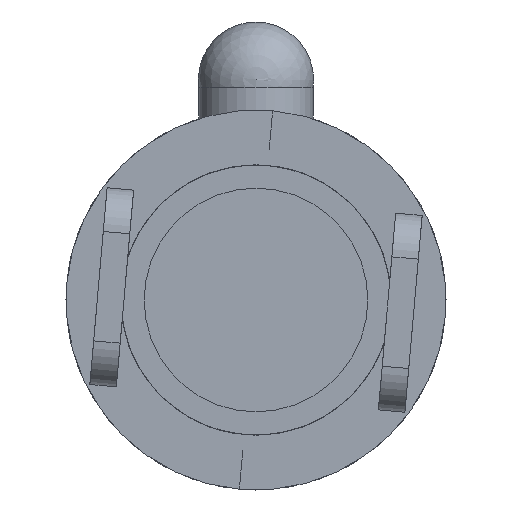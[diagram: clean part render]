
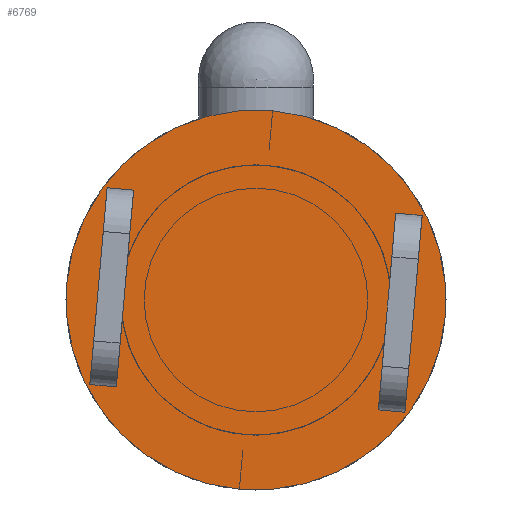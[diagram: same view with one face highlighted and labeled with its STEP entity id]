
A CAD part, front view. The second image highlights one B-rep face of the part: STEP entity #6769.
In plain terms, the highlighted planar face has unit normal (0, -1, 0).
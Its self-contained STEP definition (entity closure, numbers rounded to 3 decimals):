
#107 = EDGE_CURVE ( 'NONE', #10559, #10383, #1866, .T. ) ;
#390 = DIRECTION ( 'NONE',  ( 0., -1., 0. ) ) ;
#445 = LINE ( 'NONE', #3631, #6564 ) ;
#612 = CARTESIAN_POINT ( 'NONE',  ( -9., -11., 6.756 ) ) ;
#872 = ORIENTED_EDGE ( 'NONE', *, *, #1995, .F. ) ;
#945 = VERTEX_POINT ( 'NONE', #6899 ) ;
#988 = DIRECTION ( 'NONE',  ( 0., 0., -1. ) ) ;
#1050 = DIRECTION ( 'NONE',  ( 0., 0., -1. ) ) ;
#1218 = AXIS2_PLACEMENT_3D ( 'NONE', #9805, #9007, #5573 ) ;
#1373 = VECTOR ( 'NONE', #2131, 1000. ) ;
#1518 = CARTESIAN_POINT ( 'NONE',  ( -9., -11., 6.756 ) ) ;
#1536 = CARTESIAN_POINT ( 'NONE',  ( 10.819, -11., -6.756 ) ) ;
#1563 = VECTOR ( 'NONE', #6526, 1000. ) ;
#1790 = DIRECTION ( 'NONE',  ( 0., 0., -1. ) ) ;
#1866 = CIRCLE ( 'NONE', #1218, 13. ) ;
#1934 = LINE ( 'NONE', #2518, #9824 ) ;
#1995 = EDGE_CURVE ( 'NONE', #945, #5261, #1934, .T. ) ;
#2046 = ORIENTED_EDGE ( 'NONE', *, *, #11490, .F. ) ;
#2122 = CARTESIAN_POINT ( 'NONE',  ( -10.819, -11., -6.756 ) ) ;
#2131 = DIRECTION ( 'NONE',  ( -1., 0., 0. ) ) ;
#2264 = CARTESIAN_POINT ( 'NONE',  ( -10.819, -11., 6.756 ) ) ;
#2355 = ORIENTED_EDGE ( 'NONE', *, *, #11595, .T. ) ;
#2494 = CARTESIAN_POINT ( 'NONE',  ( 10.819, -11., 6.756 ) ) ;
#2518 = CARTESIAN_POINT ( 'NONE',  ( 9., -11., 6.756 ) ) ;
#2815 = EDGE_LOOP ( 'NONE', ( #3508, #10947, #10255, #9539 ) ) ;
#3014 = VERTEX_POINT ( 'NONE', #1518 ) ;
#3177 = EDGE_CURVE ( 'NONE', #3270, #4853, #5886, .T. ) ;
#3270 = VERTEX_POINT ( 'NONE', #6909 ) ;
#3415 = LINE ( 'NONE', #7527, #3969 ) ;
#3508 = ORIENTED_EDGE ( 'NONE', *, *, #12933, .F. ) ;
#3568 = CARTESIAN_POINT ( 'NONE',  ( -10.819, -11., -6.756 ) ) ;
#3631 = CARTESIAN_POINT ( 'NONE',  ( 10.819, -11., 6.756 ) ) ;
#3969 = VECTOR ( 'NONE', #11655, 1000. ) ;
#4074 = PLANE ( 'NONE',  #7100 ) ;
#4132 = AXIS2_PLACEMENT_3D ( 'NONE', #11687, #390, #4496 ) ;
#4162 = VERTEX_POINT ( 'NONE', #1536 ) ;
#4174 = VERTEX_POINT ( 'NONE', #4820 ) ;
#4204 = FACE_OUTER_BOUND ( 'NONE', #7806, .T. ) ;
#4268 = LINE ( 'NONE', #2264, #1373 ) ;
#4496 = DIRECTION ( 'NONE',  ( 0., 0., -1. ) ) ;
#4820 = CARTESIAN_POINT ( 'NONE',  ( 10.819, -11., 6.756 ) ) ;
#4853 = VERTEX_POINT ( 'NONE', #2122 ) ;
#5063 = FACE_BOUND ( 'NONE', #12087, .T. ) ;
#5261 = VERTEX_POINT ( 'NONE', #13193 ) ;
#5573 = DIRECTION ( 'NONE',  ( 0., 0., -1. ) ) ;
#5886 = LINE ( 'NONE', #11237, #7634 ) ;
#6526 = DIRECTION ( 'NONE',  ( 0., 0., 1. ) ) ;
#6564 = VECTOR ( 'NONE', #8909, 1000. ) ;
#6769 = ADVANCED_FACE ( 'NONE', ( #4204, #10241, #5063 ), #4074, .T. ) ;
#6899 = CARTESIAN_POINT ( 'NONE',  ( 9., -11., 6.756 ) ) ;
#6909 = CARTESIAN_POINT ( 'NONE',  ( -10.819, -11., 6.756 ) ) ;
#6949 = CIRCLE ( 'NONE', #4132, 13. ) ;
#7100 = AXIS2_PLACEMENT_3D ( 'NONE', #7385, #10431, #988 ) ;
#7385 = CARTESIAN_POINT ( 'NONE',  ( 0., -11., 0. ) ) ;
#7527 = CARTESIAN_POINT ( 'NONE',  ( 10.819, -11., -6.756 ) ) ;
#7566 = DIRECTION ( 'NONE',  ( 0., 0., 1. ) ) ;
#7634 = VECTOR ( 'NONE', #1790, 1000. ) ;
#7806 = EDGE_LOOP ( 'NONE', ( #2355, #11581 ) ) ;
#7821 = VECTOR ( 'NONE', #12892, 1000. ) ;
#8696 = LINE ( 'NONE', #3568, #7821 ) ;
#8727 = LINE ( 'NONE', #612, #8908 ) ;
#8819 = ORIENTED_EDGE ( 'NONE', *, *, #10042, .F. ) ;
#8908 = VECTOR ( 'NONE', #7566, 1000. ) ;
#8909 = DIRECTION ( 'NONE',  ( -1., 0., 0. ) ) ;
#9007 = DIRECTION ( 'NONE',  ( 0., -1., 0. ) ) ;
#9539 = ORIENTED_EDGE ( 'NONE', *, *, #3177, .F. ) ;
#9805 = CARTESIAN_POINT ( 'NONE',  ( 0., -11., 0. ) ) ;
#9824 = VECTOR ( 'NONE', #1050, 1000. ) ;
#9837 = CARTESIAN_POINT ( 'NONE',  ( 0., -11., 13. ) ) ;
#10042 = EDGE_CURVE ( 'NONE', #4174, #945, #445, .T. ) ;
#10202 = EDGE_CURVE ( 'NONE', #5261, #4162, #3415, .T. ) ;
#10241 = FACE_BOUND ( 'NONE', #2815, .T. ) ;
#10255 = ORIENTED_EDGE ( 'NONE', *, *, #11101, .F. ) ;
#10383 = VERTEX_POINT ( 'NONE', #9837 ) ;
#10431 = DIRECTION ( 'NONE',  ( 0., -1., 0. ) ) ;
#10559 = VERTEX_POINT ( 'NONE', #12781 ) ;
#10947 = ORIENTED_EDGE ( 'NONE', *, *, #11265, .F. ) ;
#11070 = ORIENTED_EDGE ( 'NONE', *, *, #10202, .F. ) ;
#11101 = EDGE_CURVE ( 'NONE', #4853, #11984, #8696, .T. ) ;
#11111 = CARTESIAN_POINT ( 'NONE',  ( -9., -11., -6.756 ) ) ;
#11237 = CARTESIAN_POINT ( 'NONE',  ( -10.819, -11., 6.756 ) ) ;
#11265 = EDGE_CURVE ( 'NONE', #11984, #3014, #8727, .T. ) ;
#11490 = EDGE_CURVE ( 'NONE', #4162, #4174, #12968, .T. ) ;
#11581 = ORIENTED_EDGE ( 'NONE', *, *, #107, .T. ) ;
#11595 = EDGE_CURVE ( 'NONE', #10383, #10559, #6949, .T. ) ;
#11655 = DIRECTION ( 'NONE',  ( 1., 0., 0. ) ) ;
#11687 = CARTESIAN_POINT ( 'NONE',  ( 0., -11., 0. ) ) ;
#11984 = VERTEX_POINT ( 'NONE', #11111 ) ;
#12087 = EDGE_LOOP ( 'NONE', ( #8819, #2046, #11070, #872 ) ) ;
#12781 = CARTESIAN_POINT ( 'NONE',  ( 0., -11., -13. ) ) ;
#12892 = DIRECTION ( 'NONE',  ( 1., 0., 0. ) ) ;
#12933 = EDGE_CURVE ( 'NONE', #3014, #3270, #4268, .T. ) ;
#12968 = LINE ( 'NONE', #2494, #1563 ) ;
#13193 = CARTESIAN_POINT ( 'NONE',  ( 9., -11., -6.756 ) ) ;
